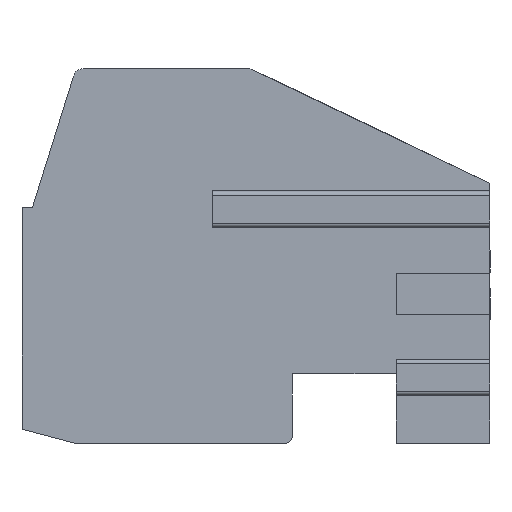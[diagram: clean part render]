
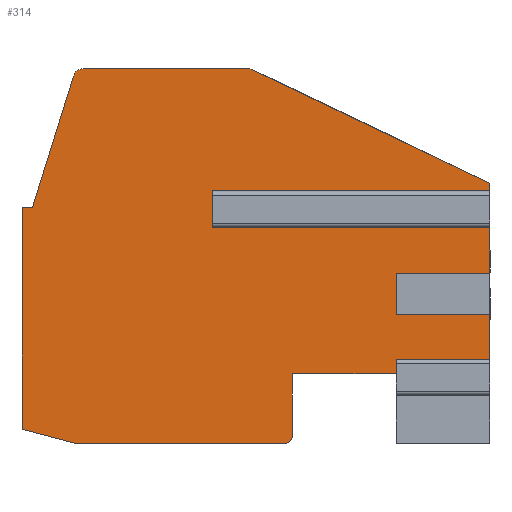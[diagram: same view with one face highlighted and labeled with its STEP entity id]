
A CAD part, left-side view. The second image highlights one B-rep face of the part: STEP entity #314.
In plain terms, the highlighted planar face has unit normal (-1, 0, 0).
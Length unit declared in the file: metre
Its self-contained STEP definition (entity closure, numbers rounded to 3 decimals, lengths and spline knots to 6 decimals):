
#314=ADVANCED_FACE('',(#847),#848,.F.);
#847=FACE_OUTER_BOUND('',#1644,.T.);
#848=PLANE('',#1645);
#1644=EDGE_LOOP('',(#2553,#2554,#2555,#2556,#2557,#2558,#2559,#2560,#2561,#2562,#2563,#2564,#2565,#2566,#2567,#2568,#2569,#2570,#2571,#2572,#2573,#2574,#2575));
#1645=AXIS2_PLACEMENT_3D('',#2576,#2577,#2578);
#2553=ORIENTED_EDGE('',*,*,#4669,.F.);
#2554=ORIENTED_EDGE('',*,*,#4670,.F.);
#2555=ORIENTED_EDGE('',*,*,#4671,.F.);
#2556=ORIENTED_EDGE('',*,*,#4672,.F.);
#2557=ORIENTED_EDGE('',*,*,#4673,.F.);
#2558=ORIENTED_EDGE('',*,*,#4674,.F.);
#2559=ORIENTED_EDGE('',*,*,#4675,.F.);
#2560=ORIENTED_EDGE('',*,*,#4676,.T.);
#2561=ORIENTED_EDGE('',*,*,#4677,.F.);
#2562=ORIENTED_EDGE('',*,*,#4678,.F.);
#2563=ORIENTED_EDGE('',*,*,#4679,.T.);
#2564=ORIENTED_EDGE('',*,*,#4680,.T.);
#2565=ORIENTED_EDGE('',*,*,#4681,.F.);
#2566=ORIENTED_EDGE('',*,*,#4627,.F.);
#2567=ORIENTED_EDGE('',*,*,#4616,.T.);
#2568=ORIENTED_EDGE('',*,*,#4682,.T.);
#2569=ORIENTED_EDGE('',*,*,#4683,.F.);
#2570=ORIENTED_EDGE('',*,*,#4684,.F.);
#2571=ORIENTED_EDGE('',*,*,#4685,.F.);
#2572=ORIENTED_EDGE('',*,*,#4686,.F.);
#2573=ORIENTED_EDGE('',*,*,#4687,.F.);
#2574=ORIENTED_EDGE('',*,*,#4688,.F.);
#2575=ORIENTED_EDGE('',*,*,#4689,.F.);
#2576=CARTESIAN_POINT('',(0.035,0.,-0.0003));
#2577=DIRECTION('',(1.0,0.,0.));
#2578=DIRECTION('',(0.0,0.,1.0));
#4616=EDGE_CURVE('',#5505,#5506,#5507,.T.);
#4627=EDGE_CURVE('',#5505,#5526,#5527,.T.);
#4669=EDGE_CURVE('',#5594,#5595,#5596,.T.);
#4670=EDGE_CURVE('',#5597,#5594,#5598,.T.);
#4671=EDGE_CURVE('',#5599,#5597,#5600,.T.);
#4672=EDGE_CURVE('',#5601,#5599,#5602,.T.);
#4673=EDGE_CURVE('',#5603,#5601,#5604,.T.);
#4674=EDGE_CURVE('',#5605,#5603,#5606,.T.);
#4675=EDGE_CURVE('',#5607,#5605,#5608,.T.);
#4676=EDGE_CURVE('',#5607,#5609,#5610,.T.);
#4677=EDGE_CURVE('',#5611,#5609,#5612,.T.);
#4678=EDGE_CURVE('',#5613,#5611,#5614,.T.);
#4679=EDGE_CURVE('',#5613,#5615,#5616,.T.);
#4680=EDGE_CURVE('',#5615,#5617,#5618,.T.);
#4681=EDGE_CURVE('',#5526,#5617,#5619,.T.);
#4682=EDGE_CURVE('',#5506,#5620,#5621,.T.);
#4683=EDGE_CURVE('',#5622,#5620,#5623,.T.);
#4684=EDGE_CURVE('',#5624,#5622,#5625,.T.);
#4685=EDGE_CURVE('',#5626,#5624,#5627,.T.);
#4686=EDGE_CURVE('',#5628,#5626,#5629,.T.);
#4687=EDGE_CURVE('',#5630,#5628,#5631,.T.);
#4688=EDGE_CURVE('',#5632,#5630,#5633,.T.);
#4689=EDGE_CURVE('',#5595,#5632,#5634,.T.);
#5505=VERTEX_POINT('',#6844);
#5506=VERTEX_POINT('',#6845);
#5507=LINE('',#6846,#6847);
#5526=VERTEX_POINT('',#6871);
#5527=LINE('',#6872,#6873);
#5594=VERTEX_POINT('',#6980);
#5595=VERTEX_POINT('',#6981);
#5596=LINE('',#6982,#6983);
#5597=VERTEX_POINT('',#6984);
#5598=LINE('',#6985,#6986);
#5599=VERTEX_POINT('',#6987);
#5600=LINE('',#6988,#6989);
#5601=VERTEX_POINT('',#6990);
#5602=CIRCLE('',#6991,0.0002);
#5603=VERTEX_POINT('',#6992);
#5604=LINE('',#6993,#6994);
#5605=VERTEX_POINT('',#6995);
#5606=LINE('',#6996,#6997);
#5607=VERTEX_POINT('',#6998);
#5608=LINE('',#6999,#7000);
#5609=VERTEX_POINT('',#7001);
#5610=LINE('',#7002,#7003);
#5611=VERTEX_POINT('',#7004);
#5612=LINE('',#7005,#7006);
#5613=VERTEX_POINT('',#7007);
#5614=LINE('',#7008,#7009);
#5615=VERTEX_POINT('',#7010);
#5616=LINE('',#7011,#7012);
#5617=VERTEX_POINT('',#7013);
#5618=LINE('',#7014,#7015);
#5619=LINE('',#7016,#7017);
#5620=VERTEX_POINT('',#7018);
#5621=LINE('',#7019,#7020);
#5622=VERTEX_POINT('',#7021);
#5623=LINE('',#7022,#7023);
#5624=VERTEX_POINT('',#7024);
#5625=LINE('',#7025,#7026);
#5626=VERTEX_POINT('',#7027);
#5627=CIRCLE('',#7028,0.0003);
#5628=VERTEX_POINT('',#7029);
#5629=LINE('',#7030,#7031);
#5630=VERTEX_POINT('',#7032);
#5631=CIRCLE('',#7033,0.0003);
#5632=VERTEX_POINT('',#7034);
#5633=LINE('',#7035,#7036);
#5634=LINE('',#7037,#7038);
#6844=CARTESIAN_POINT('',(0.035,-0.003729,-0.004378));
#6845=CARTESIAN_POINT('',(0.035,-0.003729,-0.003722));
#6846=CARTESIAN_POINT('',(0.035,-0.003729,-0.004378));
#6847=VECTOR('',#8496,1.0);
#6871=CARTESIAN_POINT('',(0.035,-0.011729,-0.004378));
#6872=CARTESIAN_POINT('',(0.035,0.003271,-0.004378));
#6873=VECTOR('',#8514,1.0);
#6980=CARTESIAN_POINT('',(0.035,0.001771,-0.010398));
#6981=CARTESIAN_POINT('',(0.035,0.001771,-0.004));
#6982=CARTESIAN_POINT('',(0.035,0.001771,-0.004));
#6983=VECTOR('',#8546,1.0);
#6984=CARTESIAN_POINT('',(0.035,0.000271,-0.0108));
#6985=CARTESIAN_POINT('',(0.035,0.001771,-0.010398));
#6986=VECTOR('',#8547,1.0);
#6987=CARTESIAN_POINT('',(0.035,-0.005829,-0.0108));
#6988=CARTESIAN_POINT('',(0.035,0.000271,-0.0108));
#6989=VECTOR('',#8548,1.0);
#6990=CARTESIAN_POINT('',(0.035,-0.006029,-0.0106));
#6991=AXIS2_PLACEMENT_3D('',#8549,#8550,#8551);
#6992=CARTESIAN_POINT('',(0.035,-0.006029,-0.0088));
#6993=CARTESIAN_POINT('',(0.035,-0.006029,-0.0106));
#6994=VECTOR('',#8552,1.0);
#6995=CARTESIAN_POINT('',(0.035,-0.009029,-0.0088));
#6996=CARTESIAN_POINT('',(0.035,-0.006029,-0.0088));
#6997=VECTOR('',#8553,1.0);
#6998=CARTESIAN_POINT('',(0.035,-0.009029,-0.008572));
#6999=CARTESIAN_POINT('',(0.035,-0.009029,-0.0003));
#7000=VECTOR('',#8554,1.0);
#7001=CARTESIAN_POINT('',(0.035,-0.011729,-0.008572));
#7002=CARTESIAN_POINT('',(0.035,0.003271,-0.008572));
#7003=VECTOR('',#8555,1.0);
#7004=CARTESIAN_POINT('',(0.035,-0.011729,-0.0071));
#7005=CARTESIAN_POINT('',(0.035,-0.011729,-0.0108));
#7006=VECTOR('',#8556,1.0);
#7007=CARTESIAN_POINT('',(0.035,-0.009029,-0.0071));
#7008=CARTESIAN_POINT('',(0.035,-0.011729,-0.0071));
#7009=VECTOR('',#8557,1.0);
#7010=CARTESIAN_POINT('',(0.035,-0.009029,-0.0059));
#7011=CARTESIAN_POINT('',(0.035,-0.009029,-0.0059));
#7012=VECTOR('',#8558,1.0);
#7013=CARTESIAN_POINT('',(0.035,-0.011729,-0.0059));
#7014=CARTESIAN_POINT('',(0.035,-0.011729,-0.0059));
#7015=VECTOR('',#8559,1.0);
#7016=CARTESIAN_POINT('',(0.035,-0.011729,-0.0108));
#7017=VECTOR('',#8560,1.0);
#7018=CARTESIAN_POINT('',(0.035,-0.011729,-0.003722));
#7019=CARTESIAN_POINT('',(0.035,0.003271,-0.003722));
#7020=VECTOR('',#8561,1.0);
#7021=CARTESIAN_POINT('',(0.035,-0.011729,-0.0033));
#7022=CARTESIAN_POINT('',(0.035,-0.011729,-0.0108));
#7023=VECTOR('',#8562,1.0);
#7024=CARTESIAN_POINT('',(0.035,-0.004891,-0.000029));
#7025=CARTESIAN_POINT('',(0.035,-0.011729,-0.0033));
#7026=VECTOR('',#8563,1.0);
#7027=CARTESIAN_POINT('',(0.035,-0.004761,0.0));
#7028=AXIS2_PLACEMENT_3D('',#8564,#8565,#8566);
#7029=CARTESIAN_POINT('',(0.035,0.,0.0));
#7030=CARTESIAN_POINT('',(0.035,-0.004761,0.0));
#7031=VECTOR('',#8567,1.0);
#7032=CARTESIAN_POINT('',(0.035,0.000286,-0.000211));
#7033=AXIS2_PLACEMENT_3D('',#8568,#8569,#8570);
#7034=CARTESIAN_POINT('',(0.035,0.001471,-0.004));
#7035=CARTESIAN_POINT('',(0.035,0.000286,-0.000211));
#7036=VECTOR('',#8571,1.0);
#7037=CARTESIAN_POINT('',(0.035,0.001471,-0.004));
#7038=VECTOR('',#8572,1.0);
#8496=DIRECTION('',(0.0,0.,1.0));
#8514=DIRECTION('',(0.,-1.0,0.));
#8546=DIRECTION('',(0.,0.,1.0));
#8547=DIRECTION('',(0.,0.966,0.259));
#8548=DIRECTION('',(0.,1.0,0.));
#8549=CARTESIAN_POINT('',(0.035,-0.005829,-0.0106));
#8550=DIRECTION('',(1.0,0.,0.));
#8551=DIRECTION('',(0.,0.707,0.707));
#8552=DIRECTION('',(0.,0.,-1.0));
#8553=DIRECTION('',(0.,1.0,0.));
#8554=DIRECTION('',(0.0,0.,-1.0));
#8555=DIRECTION('',(0.,-1.0,0.));
#8556=DIRECTION('',(0.0,0.,-1.0));
#8557=DIRECTION('',(0.,-1.0,0.));
#8558=DIRECTION('',(0.,0.,1.0));
#8559=DIRECTION('',(0.,-1.0,0.));
#8560=DIRECTION('',(0.0,0.,-1.0));
#8561=DIRECTION('',(0.,-1.0,0.));
#8562=DIRECTION('',(0.0,0.,-1.0));
#8563=DIRECTION('',(0.,-0.902,-0.431));
#8564=CARTESIAN_POINT('',(0.035,-0.004761,-0.0003));
#8565=DIRECTION('',(1.0,0.,0.));
#8566=DIRECTION('',(0.,0.221,-0.975));
#8567=DIRECTION('',(0.,-1.0,0.));
#8568=CARTESIAN_POINT('',(0.035,0.,-0.0003));
#8569=DIRECTION('',(1.0,0.,0.));
#8570=DIRECTION('',(0.,-0.592,-0.806));
#8571=DIRECTION('',(0.,-0.298,0.954));
#8572=DIRECTION('',(0.,-1.0,0.));
